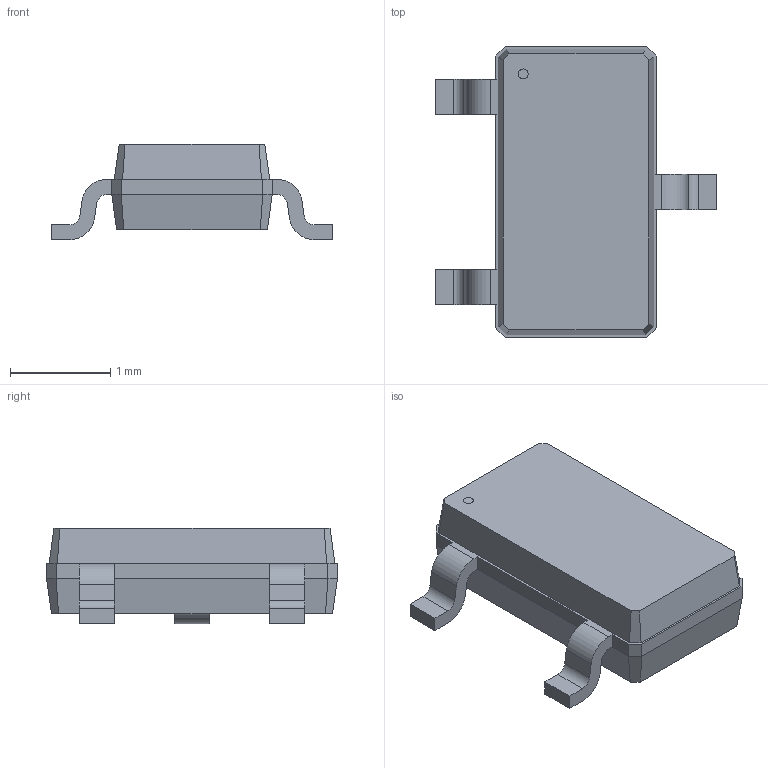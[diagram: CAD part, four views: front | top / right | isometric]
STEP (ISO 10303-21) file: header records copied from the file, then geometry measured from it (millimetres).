
FILE_DESCRIPTION(/* description */ ('model of TSOT-23'),/* implementation_level */ '2;1');
FILE_NAME(/* name */ 'TSOT-23.step',/* time_stamp */ '1970-01-01T00:00:00',/* author */ ('KiCAD','kicad'),/* organization */ ('OCCT'),/* preprocessor_version */ '',/* originating_system */ 'KiCAD',/* authorisation */ '');
FILE_SCHEMA(('AUTOMOTIVE_DESIGN { 1 0 10303 214 1 1 1 1 }'));
Length unit declared in the file: millimetre
Products named in the file (1): TSOT-23
Bounding box: 2.8 x 2.9 x 0.95 mm (x, y, z)
Volume: 3.8 mm3; surface area: 18.4 mm2
Topology: 1 solids, 1 shells, 72 faces, 188 edges, 119 vertices
Faces by surface type: plane 44, bspline 16, cylinder 12
Entity records: 1472 total; most frequent: ORIENTED_EDGE 324, EDGE_CURVE 188, CARTESIAN_POINT 152, VERTEX_POINT 119, LINE 118, AXIS2_PLACEMENT_3D 73, FACE_BOUND 73, EDGE_LOOP 73
